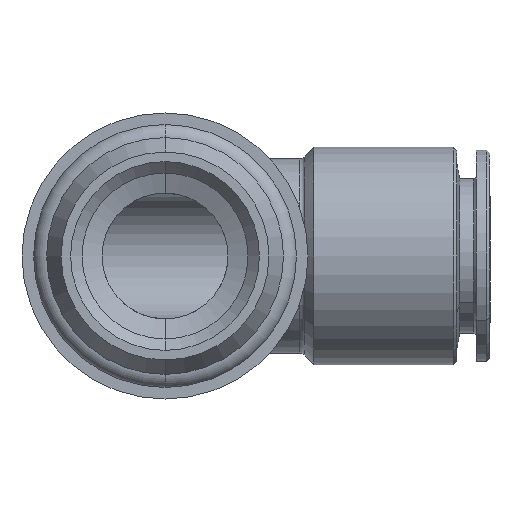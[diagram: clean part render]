
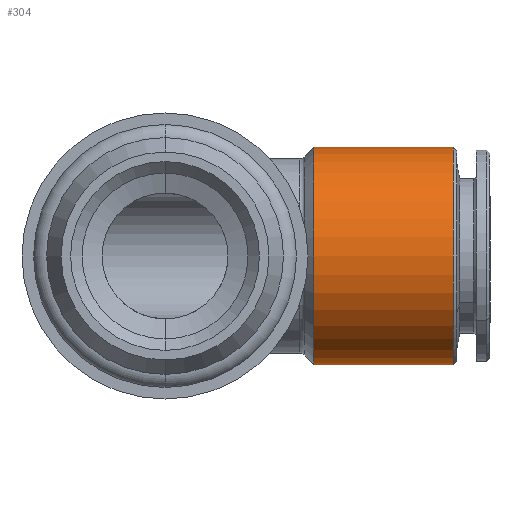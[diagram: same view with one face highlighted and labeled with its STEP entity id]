
A CAD part, front view. The second image highlights one B-rep face of the part: STEP entity #304.
In plain terms, the highlighted cylindrical face has radius 9.5 mm (diameter 19 mm), a partial arc.
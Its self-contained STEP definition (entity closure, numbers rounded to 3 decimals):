
#304 = ADVANCED_FACE ( 'NONE', ( #1109 ), #1108, .T. ) ;
#305 = ORIENTED_EDGE ( 'NONE', *, *, #330, .T. ) ;
#312 = ORIENTED_EDGE ( 'NONE', *, *, #2890, .T. ) ;
#318 = ORIENTED_EDGE ( 'NONE', *, *, #320, .T. ) ;
#320 = EDGE_CURVE ( 'NONE', #2774, #2766, #1104, .T. ) ;
#330 = EDGE_CURVE ( 'NONE', #2911, #2925, #1122, .T. ) ;
#336 = EDGE_LOOP ( 'NONE', ( #343, #305, #312, #318 ) ) ;
#343 = ORIENTED_EDGE ( 'NONE', *, *, #2886, .F. ) ;
#584 = DIRECTION ( 'NONE',  ( 0., 0., 1. ) ) ;
#1104 = CIRCLE ( 'NONE', #1143, 9.5 ) ;
#1108 = CYLINDRICAL_SURFACE ( 'NONE', #1136, 9.5 ) ;
#1109 = FACE_OUTER_BOUND ( 'NONE', #336, .T. ) ;
#1116 = DIRECTION ( 'NONE',  ( -1., 0., 0. ) ) ;
#1117 = CARTESIAN_POINT ( 'NONE',  ( 25.2, 0., 0. ) ) ;
#1118 = AXIS2_PLACEMENT_3D ( 'NONE', #1117, #1116, #584 ) ;
#1122 = CIRCLE ( 'NONE', #1118, 9.5 ) ;
#1131 = DIRECTION ( 'NONE',  ( 0., 0., 1. ) ) ;
#1132 = DIRECTION ( 'NONE',  ( -1., 0., 0. ) ) ;
#1135 = CARTESIAN_POINT ( 'NONE',  ( 0., 0., 0. ) ) ;
#1136 = AXIS2_PLACEMENT_3D ( 'NONE', #1135, #1132, #1131 ) ;
#1140 = DIRECTION ( 'NONE',  ( 0., 0., -1. ) ) ;
#1141 = DIRECTION ( 'NONE',  ( 1., 0., 0. ) ) ;
#1142 = CARTESIAN_POINT ( 'NONE',  ( 13., 0., 0. ) ) ;
#1143 = AXIS2_PLACEMENT_3D ( 'NONE', #1142, #1141, #1140 ) ;
#2257 = VECTOR ( 'NONE', #2259, 1000. ) ;
#2259 = DIRECTION ( 'NONE',  ( -1., 0., 0. ) ) ;
#2315 = CARTESIAN_POINT ( 'NONE',  ( 13., 0., -9.5 ) ) ;
#2396 = CARTESIAN_POINT ( 'NONE',  ( 13., 0., 9.5 ) ) ;
#2493 = DIRECTION ( 'NONE',  ( -1., 0., 0. ) ) ;
#2495 = VECTOR ( 'NONE', #2493, 1000. ) ;
#2496 = CARTESIAN_POINT ( 'NONE',  ( 0., 0., -9.5 ) ) ;
#2497 = LINE ( 'NONE', #2496, #2495 ) ;
#2498 = LINE ( 'NONE', #2509, #2257 ) ;
#2509 = CARTESIAN_POINT ( 'NONE',  ( 0., 0., 9.5 ) ) ;
#2562 = CARTESIAN_POINT ( 'NONE',  ( 25.2, 0., -9.5 ) ) ;
#2692 = CARTESIAN_POINT ( 'NONE',  ( 25.2, 0., 9.5 ) ) ;
#2766 = VERTEX_POINT ( 'NONE', #2315 ) ;
#2774 = VERTEX_POINT ( 'NONE', #2396 ) ;
#2886 = EDGE_CURVE ( 'NONE', #2911, #2766, #2497, .T. ) ;
#2890 = EDGE_CURVE ( 'NONE', #2925, #2774, #2498, .T. ) ;
#2911 = VERTEX_POINT ( 'NONE', #2562 ) ;
#2925 = VERTEX_POINT ( 'NONE', #2692 ) ;
